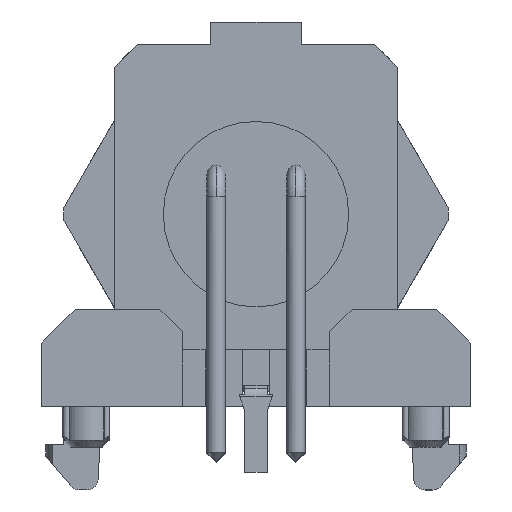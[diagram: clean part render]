
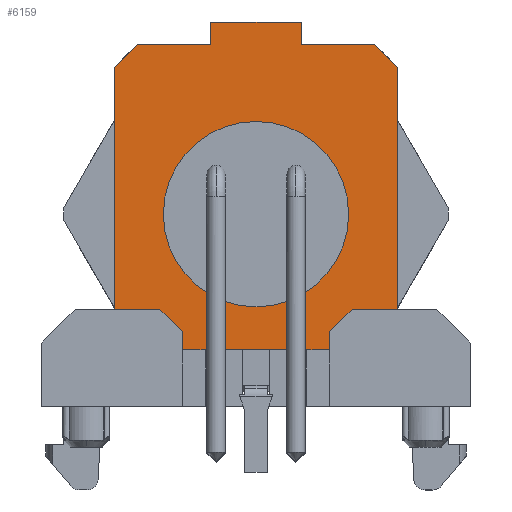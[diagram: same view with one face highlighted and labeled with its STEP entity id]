
A CAD part, front view. The second image highlights one B-rep face of the part: STEP entity #6159.
In plain terms, the highlighted planar face has unit normal (0, -1, 0).
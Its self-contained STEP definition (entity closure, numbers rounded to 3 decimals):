
#5942=AXIS2_PLACEMENT_3D('Circle Axis2P3D',#5940,#5941,$) ;
#5973=AXIS2_PLACEMENT_3D('Circle Axis2P3D',#5971,#5972,$) ;
#5991=AXIS2_PLACEMENT_3D('Plane Axis2P3D',#5988,#5989,#5990) ;
#5935=CARTESIAN_POINT('Vertex',(13.6,7.16,12.2)) ;
#5940=CARTESIAN_POINT('Axis2P3D Location',(9.5,7.16,12.2)) ;
#5944=CARTESIAN_POINT('Vertex',(5.4,7.16,12.2)) ;
#5971=CARTESIAN_POINT('Axis2P3D Location',(9.5,7.16,12.2)) ;
#5988=CARTESIAN_POINT('Axis2P3D Location',(9.5,7.16,10.842)) ;
#5993=CARTESIAN_POINT('Line Origine',(6.75,7.16,6.2)) ;
#5997=CARTESIAN_POINT('Vertex',(6.25,7.16,6.2)) ;
#5999=CARTESIAN_POINT('Vertex',(7.25,7.16,6.2)) ;
#6002=CARTESIAN_POINT('Line Origine',(8.075,7.16,6.2)) ;
#6006=CARTESIAN_POINT('Vertex',(8.9,7.16,6.2)) ;
#6009=CARTESIAN_POINT('Line Origine',(9.5,7.16,6.2)) ;
#6013=CARTESIAN_POINT('Vertex',(10.1,7.16,6.2)) ;
#6016=CARTESIAN_POINT('Line Origine',(10.925,7.16,6.2)) ;
#6020=CARTESIAN_POINT('Vertex',(11.75,7.16,6.2)) ;
#6023=CARTESIAN_POINT('Line Origine',(12.25,7.16,6.2)) ;
#6027=CARTESIAN_POINT('Vertex',(12.75,7.16,6.2)) ;
#6030=CARTESIAN_POINT('Line Origine',(12.75,7.16,6.6)) ;
#6034=CARTESIAN_POINT('Vertex',(12.75,7.16,7.)) ;
#6037=CARTESIAN_POINT('Line Origine',(13.25,7.16,7.5)) ;
#6041=CARTESIAN_POINT('Vertex',(13.75,7.16,8.)) ;
#6044=CARTESIAN_POINT('Line Origine',(14.763,7.16,8.)) ;
#6048=CARTESIAN_POINT('Vertex',(15.777,7.16,8.)) ;
#6051=CARTESIAN_POINT('Line Origine',(15.777,7.16,13.337)) ;
#6055=CARTESIAN_POINT('Vertex',(15.777,7.16,18.673)) ;
#6058=CARTESIAN_POINT('Line Origine',(15.263,7.16,19.187)) ;
#6062=CARTESIAN_POINT('Vertex',(14.75,7.16,19.7)) ;
#6065=CARTESIAN_POINT('Line Origine',(13.125,7.16,19.7)) ;
#6069=CARTESIAN_POINT('Vertex',(11.5,7.16,19.7)) ;
#6072=CARTESIAN_POINT('Line Origine',(11.5,7.16,20.2)) ;
#6076=CARTESIAN_POINT('Vertex',(11.5,7.16,20.7)) ;
#6079=CARTESIAN_POINT('Line Origine',(9.5,7.16,20.7)) ;
#6083=CARTESIAN_POINT('Vertex',(7.5,7.16,20.7)) ;
#6086=CARTESIAN_POINT('Line Origine',(7.5,7.16,20.2)) ;
#6090=CARTESIAN_POINT('Vertex',(7.5,7.16,19.7)) ;
#6093=CARTESIAN_POINT('Line Origine',(5.875,7.16,19.7)) ;
#6097=CARTESIAN_POINT('Vertex',(4.25,7.16,19.7)) ;
#6100=CARTESIAN_POINT('Line Origine',(3.737,7.16,19.187)) ;
#6104=CARTESIAN_POINT('Vertex',(3.223,7.16,18.673)) ;
#6107=CARTESIAN_POINT('Line Origine',(3.223,7.16,13.337)) ;
#6111=CARTESIAN_POINT('Vertex',(3.223,7.16,8.)) ;
#6114=CARTESIAN_POINT('Line Origine',(4.237,7.16,8.)) ;
#6118=CARTESIAN_POINT('Vertex',(5.25,7.16,8.)) ;
#6121=CARTESIAN_POINT('Line Origine',(5.75,7.16,7.5)) ;
#6125=CARTESIAN_POINT('Vertex',(6.25,7.16,7.)) ;
#6128=CARTESIAN_POINT('Line Origine',(6.25,7.16,6.6)) ;
#5941=DIRECTION('Axis2P3D Direction',(0.,-1.,0.)) ;
#5972=DIRECTION('Axis2P3D Direction',(0.,-1.,0.)) ;
#5989=DIRECTION('Axis2P3D Direction',(0.,-1.,0.)) ;
#5990=DIRECTION('Axis2P3D XDirection',(0.,0.,-1.)) ;
#5994=DIRECTION('Vector Direction',(1.,0.,0.)) ;
#6003=DIRECTION('Vector Direction',(1.,0.,0.)) ;
#6010=DIRECTION('Vector Direction',(1.,0.,0.)) ;
#6017=DIRECTION('Vector Direction',(1.,0.,0.)) ;
#6024=DIRECTION('Vector Direction',(1.,0.,0.)) ;
#6031=DIRECTION('Vector Direction',(0.,0.,1.)) ;
#6038=DIRECTION('Vector Direction',(0.707,0.,0.707)) ;
#6045=DIRECTION('Vector Direction',(1.,0.,0.)) ;
#6052=DIRECTION('Vector Direction',(0.,0.,-1.)) ;
#6059=DIRECTION('Vector Direction',(0.707,0.,-0.707)) ;
#6066=DIRECTION('Vector Direction',(1.,0.,0.)) ;
#6073=DIRECTION('Vector Direction',(0.,0.,-1.)) ;
#6080=DIRECTION('Vector Direction',(1.,0.,0.)) ;
#6087=DIRECTION('Vector Direction',(0.,0.,1.)) ;
#6094=DIRECTION('Vector Direction',(1.,0.,0.)) ;
#6101=DIRECTION('Vector Direction',(0.707,0.,0.707)) ;
#6108=DIRECTION('Vector Direction',(0.,0.,1.)) ;
#6115=DIRECTION('Vector Direction',(1.,0.,0.)) ;
#6122=DIRECTION('Vector Direction',(0.707,0.,-0.707)) ;
#6129=DIRECTION('Vector Direction',(0.,0.,-1.)) ;
#5995=VECTOR('Line Direction',#5994,1.) ;
#6004=VECTOR('Line Direction',#6003,1.) ;
#6011=VECTOR('Line Direction',#6010,1.) ;
#6018=VECTOR('Line Direction',#6017,1.) ;
#6025=VECTOR('Line Direction',#6024,1.) ;
#6032=VECTOR('Line Direction',#6031,1.) ;
#6039=VECTOR('Line Direction',#6038,1.) ;
#6046=VECTOR('Line Direction',#6045,1.) ;
#6053=VECTOR('Line Direction',#6052,1.) ;
#6060=VECTOR('Line Direction',#6059,1.) ;
#6067=VECTOR('Line Direction',#6066,1.) ;
#6074=VECTOR('Line Direction',#6073,1.) ;
#6081=VECTOR('Line Direction',#6080,1.) ;
#6088=VECTOR('Line Direction',#6087,1.) ;
#6095=VECTOR('Line Direction',#6094,1.) ;
#6102=VECTOR('Line Direction',#6101,1.) ;
#6109=VECTOR('Line Direction',#6108,1.) ;
#6116=VECTOR('Line Direction',#6115,1.) ;
#6123=VECTOR('Line Direction',#6122,1.) ;
#6130=VECTOR('Line Direction',#6129,1.) ;
#6134=ORIENTED_EDGE('',*,*,#6001,.T.) ;
#6135=ORIENTED_EDGE('',*,*,#6008,.T.) ;
#6136=ORIENTED_EDGE('',*,*,#6015,.T.) ;
#6137=ORIENTED_EDGE('',*,*,#6022,.T.) ;
#6138=ORIENTED_EDGE('',*,*,#6029,.T.) ;
#6139=ORIENTED_EDGE('',*,*,#6036,.T.) ;
#6140=ORIENTED_EDGE('',*,*,#6043,.F.) ;
#6141=ORIENTED_EDGE('',*,*,#6050,.T.) ;
#6142=ORIENTED_EDGE('',*,*,#6057,.T.) ;
#6143=ORIENTED_EDGE('',*,*,#6064,.T.) ;
#6144=ORIENTED_EDGE('',*,*,#6071,.F.) ;
#6145=ORIENTED_EDGE('',*,*,#6078,.F.) ;
#6146=ORIENTED_EDGE('',*,*,#6085,.F.) ;
#6147=ORIENTED_EDGE('',*,*,#6092,.F.) ;
#6148=ORIENTED_EDGE('',*,*,#6099,.F.) ;
#6149=ORIENTED_EDGE('',*,*,#6106,.F.) ;
#6150=ORIENTED_EDGE('',*,*,#6113,.F.) ;
#6151=ORIENTED_EDGE('',*,*,#6120,.T.) ;
#6152=ORIENTED_EDGE('',*,*,#6127,.F.) ;
#6153=ORIENTED_EDGE('',*,*,#6132,.T.) ;
#6156=ORIENTED_EDGE('',*,*,#5975,.T.) ;
#6157=ORIENTED_EDGE('',*,*,#5946,.T.) ;
#6158=FACE_BOUND('',#6155,.T.) ;
#6159=ADVANCED_FACE('Hauptk\X2\00F6\X0\rper',(#6154,#6158),#5992,.T.) ;
#5943=CIRCLE('generated circle',#5942,4.1) ;
#5974=CIRCLE('generated circle',#5973,4.1) ;
#5946=EDGE_CURVE('',#5945,#5936,#5943,.F.) ;
#5975=EDGE_CURVE('',#5936,#5945,#5974,.F.) ;
#6001=EDGE_CURVE('',#5998,#6000,#5996,.T.) ;
#6008=EDGE_CURVE('',#6000,#6007,#6005,.T.) ;
#6015=EDGE_CURVE('',#6007,#6014,#6012,.T.) ;
#6022=EDGE_CURVE('',#6014,#6021,#6019,.T.) ;
#6029=EDGE_CURVE('',#6021,#6028,#6026,.T.) ;
#6036=EDGE_CURVE('',#6028,#6035,#6033,.T.) ;
#6043=EDGE_CURVE('',#6042,#6035,#6040,.F.) ;
#6050=EDGE_CURVE('',#6042,#6049,#6047,.T.) ;
#6057=EDGE_CURVE('',#6049,#6056,#6054,.F.) ;
#6064=EDGE_CURVE('',#6056,#6063,#6061,.F.) ;
#6071=EDGE_CURVE('',#6070,#6063,#6068,.T.) ;
#6078=EDGE_CURVE('',#6077,#6070,#6075,.T.) ;
#6085=EDGE_CURVE('',#6084,#6077,#6082,.T.) ;
#6092=EDGE_CURVE('',#6091,#6084,#6089,.T.) ;
#6099=EDGE_CURVE('',#6098,#6091,#6096,.T.) ;
#6106=EDGE_CURVE('',#6105,#6098,#6103,.T.) ;
#6113=EDGE_CURVE('',#6112,#6105,#6110,.T.) ;
#6120=EDGE_CURVE('',#6112,#6119,#6117,.T.) ;
#6127=EDGE_CURVE('',#6126,#6119,#6124,.F.) ;
#6132=EDGE_CURVE('',#6126,#5998,#6131,.T.) ;
#6133=EDGE_LOOP('',(#6134,#6135,#6136,#6137,#6138,#6139,#6140,#6141,#6142,#6143,#6144,#6145,#6146,#6147,#6148,#6149,#6150,#6151,#6152,#6153)) ;
#6155=EDGE_LOOP('',(#6156,#6157)) ;
#6154=FACE_OUTER_BOUND('',#6133,.T.) ;
#5996=LINE('Line',#5993,#5995) ;
#6005=LINE('Line',#6002,#6004) ;
#6012=LINE('Line',#6009,#6011) ;
#6019=LINE('Line',#6016,#6018) ;
#6026=LINE('Line',#6023,#6025) ;
#6033=LINE('Line',#6030,#6032) ;
#6040=LINE('Line',#6037,#6039) ;
#6047=LINE('Line',#6044,#6046) ;
#6054=LINE('Line',#6051,#6053) ;
#6061=LINE('Line',#6058,#6060) ;
#6068=LINE('Line',#6065,#6067) ;
#6075=LINE('Line',#6072,#6074) ;
#6082=LINE('Line',#6079,#6081) ;
#6089=LINE('Line',#6086,#6088) ;
#6096=LINE('Line',#6093,#6095) ;
#6103=LINE('Line',#6100,#6102) ;
#6110=LINE('Line',#6107,#6109) ;
#6117=LINE('Line',#6114,#6116) ;
#6124=LINE('Line',#6121,#6123) ;
#6131=LINE('Line',#6128,#6130) ;
#5992=PLANE('',#5991) ;
#5936=VERTEX_POINT('',#5935) ;
#5945=VERTEX_POINT('',#5944) ;
#5998=VERTEX_POINT('',#5997) ;
#6000=VERTEX_POINT('',#5999) ;
#6007=VERTEX_POINT('',#6006) ;
#6014=VERTEX_POINT('',#6013) ;
#6021=VERTEX_POINT('',#6020) ;
#6028=VERTEX_POINT('',#6027) ;
#6035=VERTEX_POINT('',#6034) ;
#6042=VERTEX_POINT('',#6041) ;
#6049=VERTEX_POINT('',#6048) ;
#6056=VERTEX_POINT('',#6055) ;
#6063=VERTEX_POINT('',#6062) ;
#6070=VERTEX_POINT('',#6069) ;
#6077=VERTEX_POINT('',#6076) ;
#6084=VERTEX_POINT('',#6083) ;
#6091=VERTEX_POINT('',#6090) ;
#6098=VERTEX_POINT('',#6097) ;
#6105=VERTEX_POINT('',#6104) ;
#6112=VERTEX_POINT('',#6111) ;
#6119=VERTEX_POINT('',#6118) ;
#6126=VERTEX_POINT('',#6125) ;
